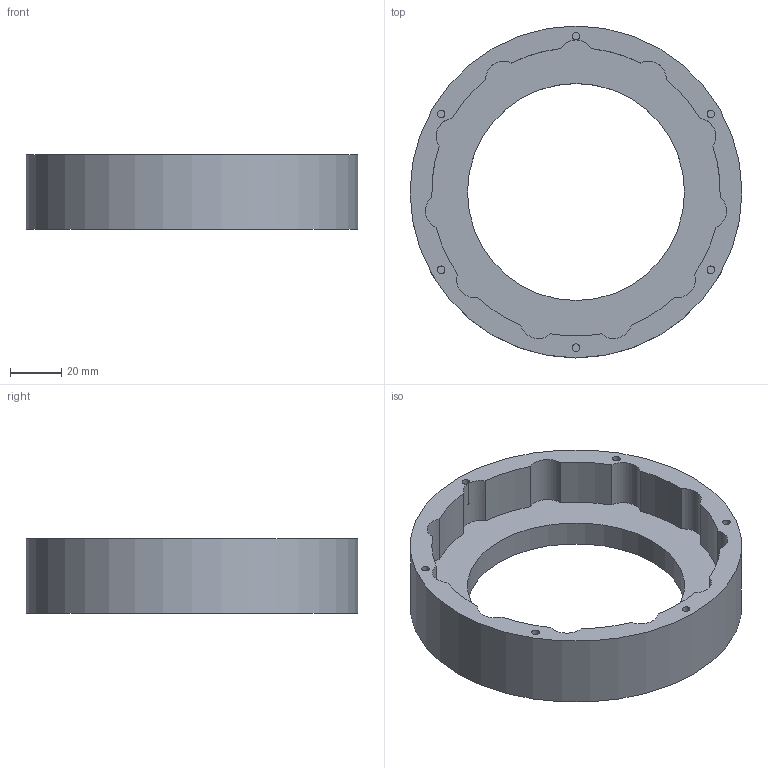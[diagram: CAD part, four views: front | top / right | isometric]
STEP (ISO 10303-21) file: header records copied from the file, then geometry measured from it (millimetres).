
FILE_DESCRIPTION(/* description */ (''),/* implementation_level */ '2;1');
FILE_NAME(/* name */ 'Housing_v12.step',/* time_stamp */ '2023-12-13T12:03:16-06:00',/* author */ (''),/* organization */ (''),/* preprocessor_version */ 'ST-DEVELOPER v20',/* originating_system */ 'Autodesk Translation Framework v12.14.0.127',/* authorisation */ '');
FILE_SCHEMA (('AUTOMOTIVE_DESIGN { 1 0 10303 214 3 1 1 }'));
Length unit declared in the file: millimetre
Products named in the file (1): Housing
Bounding box: 130 x 130 x 29.25 mm (x, y, z)
Volume: 132199.2 mm3; surface area: 38097.3 mm2
Topology: 1 solids, 1 shells, 51 faces, 111 edges, 74 vertices
Faces by surface type: cylinder 36, plane 15
Full cylindrical faces by diameter (mm): 3 x11, 85 x1, 130 x1
Entity records: 1483 total; most frequent: DIRECTION 289, CARTESIAN_POINT 237, ORIENTED_EDGE 222, AXIS2_PLACEMENT_3D 126, EDGE_CURVE 111, CIRCLE 74, VERTEX_POINT 74, EDGE_LOOP 65
